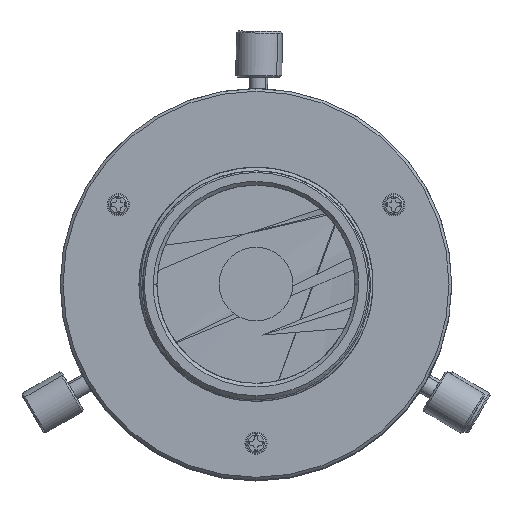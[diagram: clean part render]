
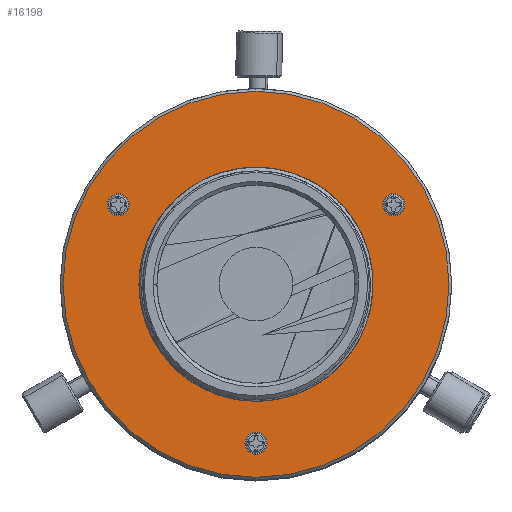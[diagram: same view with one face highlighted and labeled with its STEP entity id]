
A CAD part, top view. The second image highlights one B-rep face of the part: STEP entity #16198.
In plain terms, the highlighted face is planar.
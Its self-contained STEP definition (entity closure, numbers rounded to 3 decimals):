
#144 = DIRECTION ( 'NONE',  ( 0., 0., -1. ) ) ;
#193 = CIRCLE ( 'NONE', #17550, 20.95 ) ;
#258 = DIRECTION ( 'NONE',  ( 0., 1., 0. ) ) ;
#323 = VERTEX_POINT ( 'NONE', #11078 ) ;
#372 = CARTESIAN_POINT ( 'NONE',  ( 0., -2.674, -17.25 ) ) ;
#382 = AXIS2_PLACEMENT_3D ( 'NONE', #4276, #4314, #4361 ) ;
#1160 = VERTEX_POINT ( 'NONE', #19602 ) ;
#1484 = VERTEX_POINT ( 'NONE', #26365 ) ;
#1548 = DIRECTION ( 'NONE',  ( 0., 0., -1. ) ) ;
#1585 = DIRECTION ( 'NONE',  ( 0., 1., 0. ) ) ;
#1629 = CARTESIAN_POINT ( 'NONE',  ( -14.939, -2.674, 8.625 ) ) ;
#2170 = AXIS2_PLACEMENT_3D ( 'NONE', #24939, #24985, #25334 ) ;
#2286 = DIRECTION ( 'NONE',  ( 0., 0., -1. ) ) ;
#2332 = DIRECTION ( 'NONE',  ( 0., 1., 0. ) ) ;
#2363 = CARTESIAN_POINT ( 'NONE',  ( -14.939, -2.674, 7.425 ) ) ;
#2384 = CIRCLE ( 'NONE', #30513, 12.1 ) ;
#2394 = CARTESIAN_POINT ( 'NONE',  ( 0., -2.674, 0. ) ) ;
#2568 = AXIS2_PLACEMENT_3D ( 'NONE', #372, #258, #144 ) ;
#3219 = CIRCLE ( 'NONE', #2170, 1.2 ) ;
#4276 = CARTESIAN_POINT ( 'NONE',  ( 14.939, -2.674, 8.625 ) ) ;
#4314 = DIRECTION ( 'NONE',  ( 0., 1., 0. ) ) ;
#4361 = DIRECTION ( 'NONE',  ( 0., 0., -1. ) ) ;
#4434 = FACE_BOUND ( 'NONE', #17062, .T. ) ;
#4565 = EDGE_CURVE ( 'NONE', #26504, #1484, #13363, .T. ) ;
#4783 = CARTESIAN_POINT ( 'NONE',  ( 0., -2.674, 0. ) ) ;
#5217 = CIRCLE ( 'NONE', #13063, 12.1 ) ;
#5895 = VERTEX_POINT ( 'NONE', #21145 ) ;
#6426 = DIRECTION ( 'NONE',  ( 0., 0., 1. ) ) ;
#6472 = DIRECTION ( 'NONE',  ( 0., -1., 0. ) ) ;
#6586 = CARTESIAN_POINT ( 'NONE',  ( 0., -2.674, 0. ) ) ;
#6633 = ORIENTED_EDGE ( 'NONE', *, *, #30238, .T. ) ;
#6795 = CARTESIAN_POINT ( 'NONE',  ( 0., -2.674, -12.1 ) ) ;
#9278 = PLANE ( 'NONE',  #31925 ) ;
#9386 = DIRECTION ( 'NONE',  ( 0., -1., 0. ) ) ;
#9462 = DIRECTION ( 'NONE',  ( 0., 0., -1. ) ) ;
#9592 = EDGE_CURVE ( 'NONE', #22192, #323, #27485, .T. ) ;
#10088 = CARTESIAN_POINT ( 'NONE',  ( 14.939, -2.674, 9.825 ) ) ;
#11078 = CARTESIAN_POINT ( 'NONE',  ( 0., -2.674, -20.95 ) ) ;
#11284 = CARTESIAN_POINT ( 'NONE',  ( 0., -2.674, 0. ) ) ;
#11388 = DIRECTION ( 'NONE',  ( 0., -1., 0. ) ) ;
#11471 = ORIENTED_EDGE ( 'NONE', *, *, #30635, .T. ) ;
#11498 = DIRECTION ( 'NONE',  ( 0., 0., 1. ) ) ;
#11722 = VERTEX_POINT ( 'NONE', #21576 ) ;
#13063 = AXIS2_PLACEMENT_3D ( 'NONE', #2394, #2332, #2286 ) ;
#13363 = CIRCLE ( 'NONE', #28753, 1.2 ) ;
#14291 = ORIENTED_EDGE ( 'NONE', *, *, #25566, .T. ) ;
#14493 = VERTEX_POINT ( 'NONE', #6795 ) ;
#14757 = EDGE_CURVE ( 'NONE', #1484, #26504, #31678, .T. ) ;
#14934 = VERTEX_POINT ( 'NONE', #10088 ) ;
#15012 = DIRECTION ( 'NONE',  ( 0., 0., -1. ) ) ;
#15022 = DIRECTION ( 'NONE',  ( 0., 1., 0. ) ) ;
#15056 = CARTESIAN_POINT ( 'NONE',  ( 0., -2.674, 0. ) ) ;
#15731 = FACE_BOUND ( 'NONE', #27375, .T. ) ;
#16198 = ADVANCED_FACE ( 'NONE', ( #29366, #4434, #15731, #20425, #19987 ), #9278, .T. ) ;
#16670 = ORIENTED_EDGE ( 'NONE', *, *, #4565, .T. ) ;
#16721 = DIRECTION ( 'NONE',  ( 0., 0., -1. ) ) ;
#16751 = DIRECTION ( 'NONE',  ( 0., 1., 0. ) ) ;
#16768 = VERTEX_POINT ( 'NONE', #27471 ) ;
#16798 = CARTESIAN_POINT ( 'NONE',  ( -14.939, -2.674, 8.625 ) ) ;
#17001 = CIRCLE ( 'NONE', #382, 1.2 ) ;
#17062 = EDGE_LOOP ( 'NONE', ( #21814, #33381 ) ) ;
#17550 = AXIS2_PLACEMENT_3D ( 'NONE', #6586, #6472, #6426 ) ;
#18382 = EDGE_LOOP ( 'NONE', ( #11471, #14291 ) ) ;
#19389 = CIRCLE ( 'NONE', #2568, 1.2 ) ;
#19602 = CARTESIAN_POINT ( 'NONE',  ( 0., -2.674, 12.1 ) ) ;
#19987 = FACE_OUTER_BOUND ( 'NONE', #24246, .T. ) ;
#20425 = FACE_BOUND ( 'NONE', #18382, .T. ) ;
#20793 = EDGE_LOOP ( 'NONE', ( #16670, #30073 ) ) ;
#21138 = EDGE_CURVE ( 'NONE', #14934, #5895, #17001, .T. ) ;
#21145 = CARTESIAN_POINT ( 'NONE',  ( 14.939, -2.674, 7.425 ) ) ;
#21576 = CARTESIAN_POINT ( 'NONE',  ( 0., -2.674, -18.45 ) ) ;
#21608 = ORIENTED_EDGE ( 'NONE', *, *, #26541, .T. ) ;
#21814 = ORIENTED_EDGE ( 'NONE', *, *, #31693, .T. ) ;
#22192 = VERTEX_POINT ( 'NONE', #24427 ) ;
#22720 = AXIS2_PLACEMENT_3D ( 'NONE', #1629, #1585, #1548 ) ;
#23935 = AXIS2_PLACEMENT_3D ( 'NONE', #26805, #26843, #26911 ) ;
#24068 = CIRCLE ( 'NONE', #23935, 1.2 ) ;
#24246 = EDGE_LOOP ( 'NONE', ( #33420, #33157 ) ) ;
#24361 = EDGE_CURVE ( 'NONE', #323, #22192, #193, .T. ) ;
#24427 = CARTESIAN_POINT ( 'NONE',  ( 0., -2.674, 20.95 ) ) ;
#24939 = CARTESIAN_POINT ( 'NONE',  ( 14.939, -2.674, 8.625 ) ) ;
#24985 = DIRECTION ( 'NONE',  ( 0., 1., 0. ) ) ;
#25334 = DIRECTION ( 'NONE',  ( 0., 0., -1. ) ) ;
#25566 = EDGE_CURVE ( 'NONE', #1160, #14493, #5217, .T. ) ;
#26365 = CARTESIAN_POINT ( 'NONE',  ( -14.939, -2.674, 9.825 ) ) ;
#26504 = VERTEX_POINT ( 'NONE', #2363 ) ;
#26541 = EDGE_CURVE ( 'NONE', #16768, #11722, #19389, .T. ) ;
#26805 = CARTESIAN_POINT ( 'NONE',  ( 0., -2.674, -17.25 ) ) ;
#26843 = DIRECTION ( 'NONE',  ( 0., 1., 0. ) ) ;
#26911 = DIRECTION ( 'NONE',  ( 0., 0., -1. ) ) ;
#27375 = EDGE_LOOP ( 'NONE', ( #6633, #21608 ) ) ;
#27471 = CARTESIAN_POINT ( 'NONE',  ( 0., -2.674, -16.05 ) ) ;
#27485 = CIRCLE ( 'NONE', #29520, 20.95 ) ;
#28753 = AXIS2_PLACEMENT_3D ( 'NONE', #16798, #16751, #16721 ) ;
#29366 = FACE_BOUND ( 'NONE', #20793, .T. ) ;
#29520 = AXIS2_PLACEMENT_3D ( 'NONE', #11284, #11388, #11498 ) ;
#30073 = ORIENTED_EDGE ( 'NONE', *, *, #14757, .T. ) ;
#30238 = EDGE_CURVE ( 'NONE', #11722, #16768, #24068, .T. ) ;
#30513 = AXIS2_PLACEMENT_3D ( 'NONE', #15056, #15022, #15012 ) ;
#30635 = EDGE_CURVE ( 'NONE', #14493, #1160, #2384, .T. ) ;
#31678 = CIRCLE ( 'NONE', #22720, 1.2 ) ;
#31693 = EDGE_CURVE ( 'NONE', #5895, #14934, #3219, .T. ) ;
#31925 = AXIS2_PLACEMENT_3D ( 'NONE', #4783, #9386, #9462 ) ;
#33157 = ORIENTED_EDGE ( 'NONE', *, *, #24361, .T. ) ;
#33381 = ORIENTED_EDGE ( 'NONE', *, *, #21138, .T. ) ;
#33420 = ORIENTED_EDGE ( 'NONE', *, *, #9592, .T. ) ;
